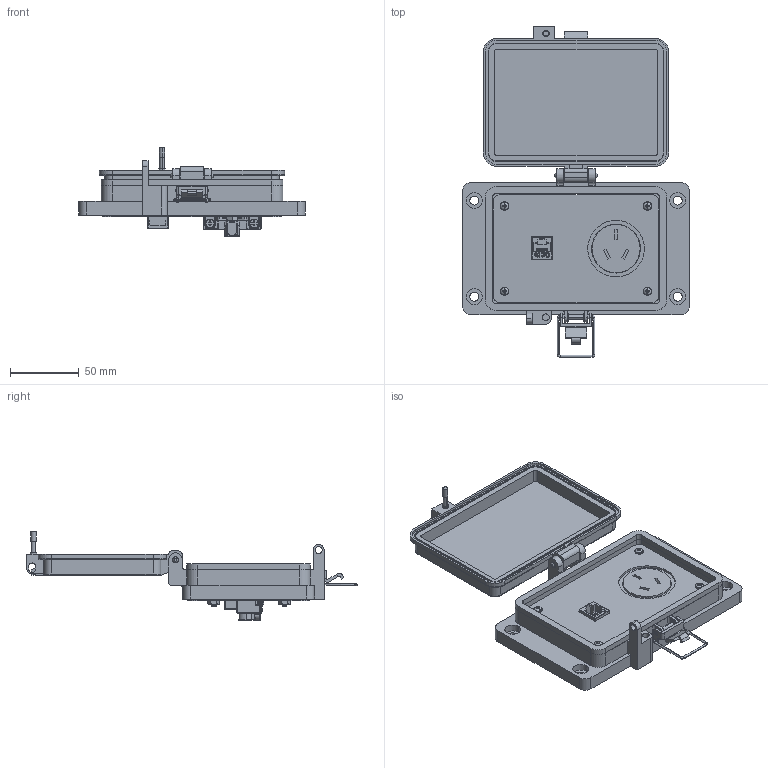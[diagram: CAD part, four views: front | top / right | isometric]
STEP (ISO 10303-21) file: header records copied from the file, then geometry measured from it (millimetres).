
FILE_DESCRIPTION (( 'STEP AP203' ), '1' );
FILE_NAME ('P-R33-M3RA0_3D.STEP', '2019-04-15T15:16:58', ( '' ), ( '' ), 'SwSTEP 2.0', 'SolidWorks 2018', '' );
FILE_SCHEMA (( 'CONFIG_CONTROL_DESIGN' ));
Length unit declared in the file: millimetre
Products named in the file (14): Z-H-M3_B; Z-000-4243316TFP; -M3; Z-200-OTLT-RA; 92005A124_METRIC PAN HEAD PHILLIPS MACHINE SCREW_92005A124; RA; P-R33-M3RA0_3D; 632FH_7_8-IN; Z-002-632516HN_90675A007; P-R33-M3RA0_FP060_1; Z-300-RJ45C5SH; P-R33-M3RA0_BP180_1; R33; P-R33-M3RA0_TP060_1
Assembly tree (20 placements, depth 3):
  P-R33-M3RA0_3D
    P-R33-M3RA0_BP180_1
    P-R33-M3RA0_TP060_1
    Z-000-4243316TFP  x3
    RA
      Z-200-OTLT-RA
    632FH_7_8-IN  x2
    Z-002-632516HN_90675A007  x2
    P-R33-M3RA0_FP060_1
    R33
      Z-300-RJ45C5SH
    -M3
      Z-H-M3_B
    92005A124_METRIC PAN HEAD PHILLIPS MACHINE SCREW_92005A124  x4
Bounding box: 164.96 x 240.59 x 64.41 mm (x, y, z)
Volume: 257248.2 mm3; surface area: 146732.8 mm2
Topology: 26 solids, 26 shells, 2684 faces, 7484 edges, 4870 vertices
Faces by surface type: cylinder 1299, plane 799, bspline 353, cone 157, torus 48, sphere 28
Entity records: 74026 total; most frequent: CARTESIAN_POINT 29664, ORIENTED_EDGE 9806, DIRECTION 7809, EDGE_CURVE 4903, VERTEX_POINT 3189, AXIS2_PLACEMENT_3D 2611, LINE 2587, VECTOR 2587
